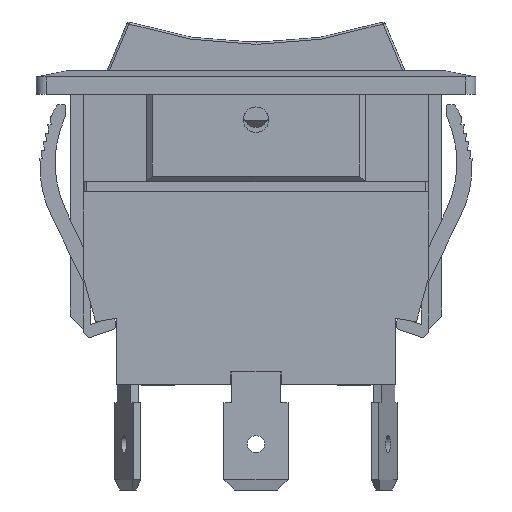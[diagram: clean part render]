
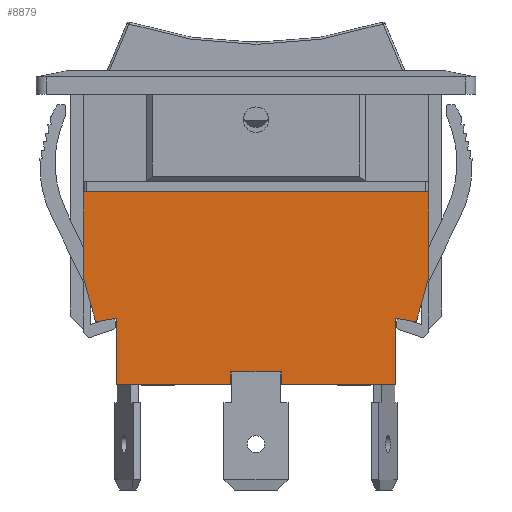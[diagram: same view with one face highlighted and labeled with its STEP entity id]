
A CAD part, front view. The second image highlights one B-rep face of the part: STEP entity #8879.
In plain terms, the highlighted planar face has unit normal (0, -1, 0).
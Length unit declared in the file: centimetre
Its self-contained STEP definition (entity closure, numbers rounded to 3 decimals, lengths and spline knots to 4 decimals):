
#471=PLANE('',#9449);
#932=FACE_OUTER_BOUND('',#1460,.T.);
#1460=EDGE_LOOP('',(#7568,#7569,#7570,#7571,#7572,#7573,#7574,#7575,#7576,
#7577,#7578,#7579,#7580,#7581));
#2252=LINE('',#24053,#3250);
#2266=LINE('',#24082,#3264);
#2274=LINE('',#24099,#3272);
#2311=LINE('',#24174,#3309);
#2314=LINE('',#24179,#3312);
#2330=LINE('',#24211,#3328);
#2334=LINE('',#24218,#3332);
#2335=LINE('',#24220,#3333);
#2358=LINE('',#24269,#3356);
#2374=LINE('',#24296,#3372);
#2396=LINE('',#24341,#3394);
#2397=LINE('',#24343,#3395);
#2399=LINE('',#24346,#3397);
#2401=LINE('',#24349,#3399);
#3250=VECTOR('',#10823,1.);
#3264=VECTOR('',#10841,1.);
#3272=VECTOR('',#10851,1.);
#3309=VECTOR('',#10912,1.);
#3312=VECTOR('',#10917,1.);
#3328=VECTOR('',#10939,1.);
#3332=VECTOR('',#10945,1.);
#3333=VECTOR('',#10948,1.);
#3356=VECTOR('',#10989,1.);
#3372=VECTOR('',#11005,1.);
#3394=VECTOR('',#11053,1.);
#3395=VECTOR('',#11056,1.);
#3397=VECTOR('',#11060,1.);
#3399=VECTOR('',#11064,1.);
#4251=VERTEX_POINT('',#24050);
#4252=VERTEX_POINT('',#24052);
#4264=VERTEX_POINT('',#24080);
#4265=VERTEX_POINT('',#24081);
#4272=VERTEX_POINT('',#24097);
#4273=VERTEX_POINT('',#24098);
#4299=VERTEX_POINT('',#24173);
#4300=VERTEX_POINT('',#24177);
#4312=VERTEX_POINT('',#24208);
#4313=VERTEX_POINT('',#24210);
#4314=VERTEX_POINT('',#24214);
#4315=VERTEX_POINT('',#24216);
#4332=VERTEX_POINT('',#24268);
#4343=VERTEX_POINT('',#24294);
#5337=EDGE_CURVE('',#4252,#4251,#2252,.T.);
#5351=EDGE_CURVE('',#4264,#4265,#2266,.T.);
#5359=EDGE_CURVE('',#4272,#4273,#2274,.T.);
#5396=EDGE_CURVE('',#4299,#4252,#2311,.T.);
#5399=EDGE_CURVE('',#4251,#4300,#2314,.T.);
#5415=EDGE_CURVE('',#4313,#4312,#2330,.T.);
#5419=EDGE_CURVE('',#4314,#4315,#2334,.T.);
#5420=EDGE_CURVE('',#4312,#4314,#2335,.T.);
#5443=EDGE_CURVE('',#4332,#4313,#2358,.T.);
#5459=EDGE_CURVE('',#4315,#4343,#2374,.T.);
#5481=EDGE_CURVE('',#4265,#4332,#2396,.T.);
#5482=EDGE_CURVE('',#4343,#4272,#2397,.T.);
#5484=EDGE_CURVE('',#4300,#4264,#2399,.T.);
#5486=EDGE_CURVE('',#4273,#4299,#2401,.T.);
#7568=ORIENTED_EDGE('',*,*,#5337,.T.);
#7569=ORIENTED_EDGE('',*,*,#5399,.T.);
#7570=ORIENTED_EDGE('',*,*,#5484,.T.);
#7571=ORIENTED_EDGE('',*,*,#5351,.T.);
#7572=ORIENTED_EDGE('',*,*,#5481,.T.);
#7573=ORIENTED_EDGE('',*,*,#5443,.T.);
#7574=ORIENTED_EDGE('',*,*,#5415,.T.);
#7575=ORIENTED_EDGE('',*,*,#5420,.T.);
#7576=ORIENTED_EDGE('',*,*,#5419,.T.);
#7577=ORIENTED_EDGE('',*,*,#5459,.T.);
#7578=ORIENTED_EDGE('',*,*,#5482,.T.);
#7579=ORIENTED_EDGE('',*,*,#5359,.T.);
#7580=ORIENTED_EDGE('',*,*,#5486,.T.);
#7581=ORIENTED_EDGE('',*,*,#5396,.T.);
#8879=ADVANCED_FACE('',(#932),#471,.T.);
#9449=AXIS2_PLACEMENT_3D('',#24348,#11062,#11063);
#10823=DIRECTION('',(-1.,0.,0.));
#10841=DIRECTION('',(0.981,0.,0.196));
#10851=DIRECTION('',(0.981,0.,-0.196));
#10912=DIRECTION('',(0.,0.,1.));
#10917=DIRECTION('',(0.,0.,-1.));
#10939=DIRECTION('',(0.,0.,1.));
#10945=DIRECTION('',(0.,0.,-1.));
#10948=DIRECTION('',(1.,0.,0.));
#10989=DIRECTION('',(1.,0.,0.));
#11005=DIRECTION('',(1.,0.,0.));
#11053=DIRECTION('',(0.,0.,-1.));
#11056=DIRECTION('',(0.,0.,1.));
#11060=DIRECTION('',(0.268,0.,-0.964));
#11062=DIRECTION('center_axis',(0.,-1.,0.));
#11063=DIRECTION('ref_axis',(0.,0.,1.));
#11064=DIRECTION('',(0.268,0.,0.964));
#24050=CARTESIAN_POINT('',(-1.7,-0.975,1.87));
#24052=CARTESIAN_POINT('',(1.7,-0.975,1.87));
#24053=CARTESIAN_POINT('',(2.1863,-0.975,1.87));
#24080=CARTESIAN_POINT('',(-1.575,-0.975,0.59));
#24081=CARTESIAN_POINT('',(-1.375,-0.975,0.63));
#24082=CARTESIAN_POINT('',(0.0466,-0.975,0.9143));
#24097=CARTESIAN_POINT('',(1.375,-0.975,0.63));
#24098=CARTESIAN_POINT('',(1.575,-0.975,0.59));
#24099=CARTESIAN_POINT('',(1.588,-0.975,0.5874));
#24173=CARTESIAN_POINT('',(1.7,-0.975,1.04));
#24174=CARTESIAN_POINT('',(1.7,-0.975,0.04));
#24177=CARTESIAN_POINT('',(-1.7,-0.975,1.04));
#24179=CARTESIAN_POINT('',(-1.7,-0.975,0.04));
#24208=CARTESIAN_POINT('',(-0.25,-0.975,0.1));
#24210=CARTESIAN_POINT('',(-0.25,-0.975,-0.02));
#24211=CARTESIAN_POINT('',(-0.25,-0.975,0.01));
#24214=CARTESIAN_POINT('',(0.25,-0.975,0.1));
#24216=CARTESIAN_POINT('',(0.25,-0.975,-0.02));
#24218=CARTESIAN_POINT('',(0.25,-0.975,0.01));
#24220=CARTESIAN_POINT('',(0.85,-0.975,0.1));
#24268=CARTESIAN_POINT('',(-1.375,-0.975,-0.02));
#24269=CARTESIAN_POINT('',(1.7,-0.975,-0.02));
#24294=CARTESIAN_POINT('',(1.375,-0.975,-0.02));
#24296=CARTESIAN_POINT('',(1.7,-0.975,-0.02));
#24341=CARTESIAN_POINT('',(-1.375,-0.975,0.01));
#24343=CARTESIAN_POINT('',(1.375,-0.975,0.01));
#24346=CARTESIAN_POINT('',(-1.3868,-0.975,-0.0876));
#24348=CARTESIAN_POINT('Origin',(1.7,-0.975,0.04));
#24349=CARTESIAN_POINT('',(1.5086,-0.975,0.3508));
